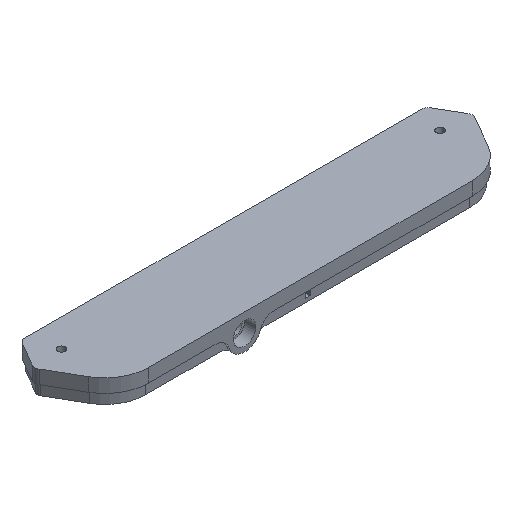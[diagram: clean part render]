
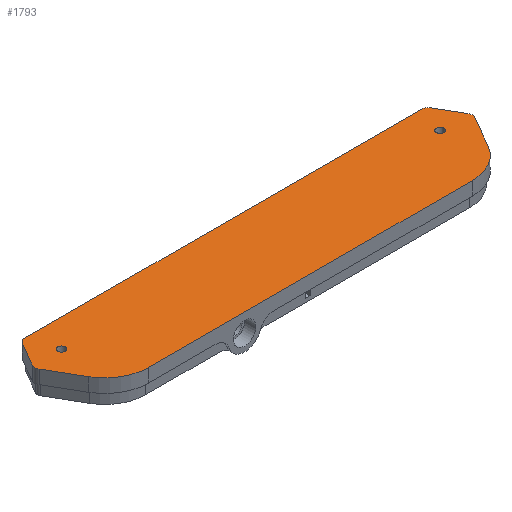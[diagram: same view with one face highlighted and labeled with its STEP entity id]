
A CAD part, isometric view. The second image highlights one B-rep face of the part: STEP entity #1793.
In plain terms, the highlighted planar face has unit normal (0, 0, 1).
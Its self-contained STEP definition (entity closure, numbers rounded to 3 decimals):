
#85=LINE('',#2774,#266);
#86=LINE('',#2778,#267);
#87=LINE('',#2782,#268);
#88=LINE('',#2786,#269);
#89=LINE('',#2790,#270);
#90=LINE('',#2793,#271);
#266=VECTOR('',#2196,10.);
#267=VECTOR('',#2199,10.);
#268=VECTOR('',#2202,10.);
#269=VECTOR('',#2205,10.);
#270=VECTOR('',#2208,10.);
#271=VECTOR('',#2211,10.);
#392=PLANE('',#1914);
#452=FACE_BOUND('',#606,.T.);
#453=FACE_BOUND('',#607,.T.);
#496=FACE_OUTER_BOUND('',#605,.T.);
#605=EDGE_LOOP('',(#1325,#1326,#1327,#1328,#1329,#1330,#1331,#1332,#1333,
#1334,#1335,#1336));
#606=EDGE_LOOP('',(#1337));
#607=EDGE_LOOP('',(#1338));
#728=CIRCLE('',#1915,20.);
#729=CIRCLE('',#1916,20.);
#730=CIRCLE('',#1917,3.2);
#731=CIRCLE('',#1918,3.2);
#732=CIRCLE('',#1919,3.2);
#733=CIRCLE('',#1920,3.2);
#734=CIRCLE('',#1921,1.75);
#735=CIRCLE('',#1922,1.75);
#862=VERTEX_POINT('',#2770);
#863=VERTEX_POINT('',#2771);
#864=VERTEX_POINT('',#2773);
#865=VERTEX_POINT('',#2775);
#866=VERTEX_POINT('',#2777);
#867=VERTEX_POINT('',#2779);
#868=VERTEX_POINT('',#2781);
#869=VERTEX_POINT('',#2783);
#870=VERTEX_POINT('',#2785);
#871=VERTEX_POINT('',#2787);
#872=VERTEX_POINT('',#2789);
#873=VERTEX_POINT('',#2791);
#874=VERTEX_POINT('',#2794);
#875=VERTEX_POINT('',#2796);
#1053=EDGE_CURVE('',#862,#863,#728,.T.);
#1054=EDGE_CURVE('',#862,#864,#85,.T.);
#1055=EDGE_CURVE('',#865,#864,#729,.T.);
#1056=EDGE_CURVE('',#865,#866,#86,.T.);
#1057=EDGE_CURVE('',#866,#867,#730,.T.);
#1058=EDGE_CURVE('',#867,#868,#87,.T.);
#1059=EDGE_CURVE('',#868,#869,#731,.T.);
#1060=EDGE_CURVE('',#869,#870,#88,.T.);
#1061=EDGE_CURVE('',#870,#871,#732,.T.);
#1062=EDGE_CURVE('',#871,#872,#89,.T.);
#1063=EDGE_CURVE('',#872,#873,#733,.T.);
#1064=EDGE_CURVE('',#873,#863,#90,.T.);
#1065=EDGE_CURVE('',#874,#874,#734,.T.);
#1066=EDGE_CURVE('',#875,#875,#735,.T.);
#1325=ORIENTED_EDGE('',*,*,#1053,.F.);
#1326=ORIENTED_EDGE('',*,*,#1054,.T.);
#1327=ORIENTED_EDGE('',*,*,#1055,.F.);
#1328=ORIENTED_EDGE('',*,*,#1056,.T.);
#1329=ORIENTED_EDGE('',*,*,#1057,.T.);
#1330=ORIENTED_EDGE('',*,*,#1058,.T.);
#1331=ORIENTED_EDGE('',*,*,#1059,.T.);
#1332=ORIENTED_EDGE('',*,*,#1060,.T.);
#1333=ORIENTED_EDGE('',*,*,#1061,.T.);
#1334=ORIENTED_EDGE('',*,*,#1062,.T.);
#1335=ORIENTED_EDGE('',*,*,#1063,.T.);
#1336=ORIENTED_EDGE('',*,*,#1064,.T.);
#1337=ORIENTED_EDGE('',*,*,#1065,.T.);
#1338=ORIENTED_EDGE('',*,*,#1066,.T.);
#1793=ADVANCED_FACE('',(#496,#452,#453),#392,.T.);
#1914=AXIS2_PLACEMENT_3D('',#2769,#2192,#2193);
#1915=AXIS2_PLACEMENT_3D('',#2772,#2194,#2195);
#1916=AXIS2_PLACEMENT_3D('',#2776,#2197,#2198);
#1917=AXIS2_PLACEMENT_3D('',#2780,#2200,#2201);
#1918=AXIS2_PLACEMENT_3D('',#2784,#2203,#2204);
#1919=AXIS2_PLACEMENT_3D('',#2788,#2206,#2207);
#1920=AXIS2_PLACEMENT_3D('',#2792,#2209,#2210);
#1921=AXIS2_PLACEMENT_3D('',#2795,#2212,#2213);
#1922=AXIS2_PLACEMENT_3D('',#2797,#2214,#2215);
#2192=DIRECTION('center_axis',(0.,0.,1.));
#2193=DIRECTION('ref_axis',(1.,0.,0.));
#2194=DIRECTION('center_axis',(0.,0.,-1.));
#2195=DIRECTION('ref_axis',(-0.5,-0.866,0.));
#2196=DIRECTION('',(1.,0.,0.));
#2197=DIRECTION('center_axis',(0.,0.,-1.));
#2198=DIRECTION('ref_axis',(0.5,-0.866,0.));
#2199=DIRECTION('',(0.5,0.866,0.));
#2200=DIRECTION('center_axis',(0.,0.,1.));
#2201=DIRECTION('ref_axis',(0.866,-0.5,0.));
#2202=DIRECTION('',(-0.5,0.866,0.));
#2203=DIRECTION('center_axis',(0.,0.,1.));
#2204=DIRECTION('ref_axis',(0.866,0.5,0.));
#2205=DIRECTION('',(-1.,0.,0.));
#2206=DIRECTION('center_axis',(0.,0.,1.));
#2207=DIRECTION('ref_axis',(0.,1.,0.));
#2208=DIRECTION('',(-0.5,-0.866,0.));
#2209=DIRECTION('center_axis',(0.,0.,1.));
#2210=DIRECTION('ref_axis',(-0.866,0.5,0.));
#2211=DIRECTION('',(0.5,-0.866,0.));
#2212=DIRECTION('center_axis',(0.,0.,-1.));
#2213=DIRECTION('ref_axis',(-1.,0.,0.));
#2214=DIRECTION('center_axis',(0.,0.,-1.));
#2215=DIRECTION('ref_axis',(-1.,0.,0.));
#2769=CARTESIAN_POINT('Origin',(0.,-81.187,
0.));
#2770=CARTESIAN_POINT('',(-74.247,-102.867,0.));
#2771=CARTESIAN_POINT('',(-91.568,-92.867,0.));
#2772=CARTESIAN_POINT('Origin',(-74.247,-82.867,0.));
#2773=CARTESIAN_POINT('',(74.247,-102.867,0.));
#2774=CARTESIAN_POINT('',(-85.794,-102.867,0.));
#2775=CARTESIAN_POINT('',(91.568,-92.867,0.));
#2776=CARTESIAN_POINT('Origin',(74.247,-82.867,0.));
#2777=CARTESIAN_POINT('',(99.9,-78.434,0.));
#2778=CARTESIAN_POINT('',(97.396,-82.771,0.));
#2779=CARTESIAN_POINT('',(99.9,-75.234,0.));
#2780=CARTESIAN_POINT('Origin',(97.129,-76.834,0.));
#2781=CARTESIAN_POINT('',(93.683,-64.467,0.));
#2782=CARTESIAN_POINT('',(99.9,-75.234,0.));
#2783=CARTESIAN_POINT('',(90.912,-62.867,0.));
#2784=CARTESIAN_POINT('Origin',(90.912,-66.067,0.));
#2785=CARTESIAN_POINT('',(-90.912,-62.867,0.));
#2786=CARTESIAN_POINT('',(81.755,-62.867,0.));
#2787=CARTESIAN_POINT('',(-93.683,-64.467,0.));
#2788=CARTESIAN_POINT('Origin',(-90.912,-66.067,0.));
#2789=CARTESIAN_POINT('',(-99.9,-75.234,0.));
#2790=CARTESIAN_POINT('',(-93.683,-64.467,0.));
#2791=CARTESIAN_POINT('',(-99.9,-78.434,0.));
#2792=CARTESIAN_POINT('Origin',(-97.129,-76.834,0.));
#2793=CARTESIAN_POINT('',(-95.321,-86.365,0.));
#2794=CARTESIAN_POINT('',(-85.092,-75.595,0.));
#2795=CARTESIAN_POINT('Origin',(-86.842,-75.595,0.));
#2796=CARTESIAN_POINT('',(88.592,-75.595,0.));
#2797=CARTESIAN_POINT('Origin',(86.842,-75.595,0.));
